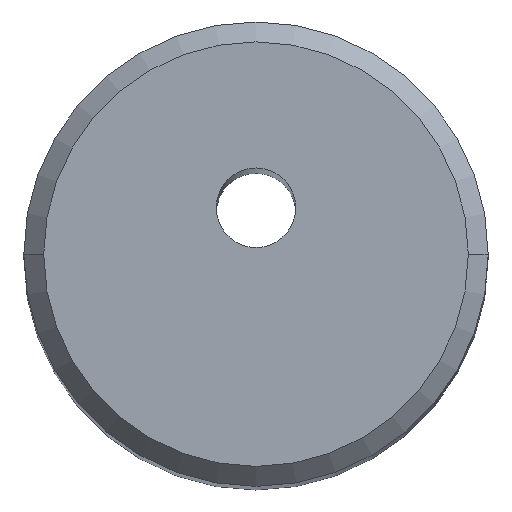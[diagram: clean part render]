
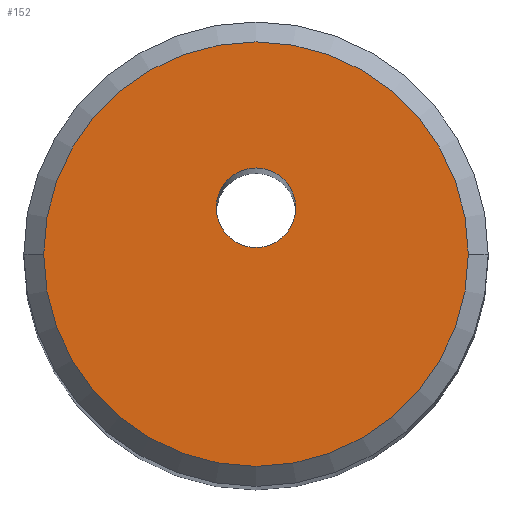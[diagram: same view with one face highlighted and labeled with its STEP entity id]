
A CAD part, top view. The second image highlights one B-rep face of the part: STEP entity #152.
In plain terms, the highlighted planar face has unit normal (0, 0, 1).
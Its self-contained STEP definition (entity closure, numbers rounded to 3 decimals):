
#152=ADVANCED_FACE('NONE',(#401,#402),#403,.F.);
#154=EDGE_CURVE('NONE',#212,#230,#405,.T.);
#212=VERTEX_POINT('NONE',#468);
#230=VERTEX_POINT('NONE',#487);
#274=EDGE_CURVE('NONE',#344,#292,#533,.T.);
#292=VERTEX_POINT('NONE',#554);
#338=EDGE_CURVE('NONE',#230,#212,#607,.T.);
#344=VERTEX_POINT('NONE',#614);
#362=EDGE_CURVE('NONE',#292,#344,#633,.T.);
#401=FACE_OUTER_BOUND('',#670,.T.);
#402=FACE_BOUND('',#671,.T.);
#403=PLANE('',#672);
#405=CIRCLE('',#675,0.6);
#468=CARTESIAN_POINT('',(-0.6,0.7,0.0));
#487=CARTESIAN_POINT('',(0.6,0.7,0.0));
#533=CIRCLE('',#933,3.2);
#554=CARTESIAN_POINT('',(-3.2,0.,0.0));
#607=CIRCLE('',#1074,0.6);
#614=CARTESIAN_POINT('',(3.2,0.,0.0));
#633=CIRCLE('',#1133,3.2);
#670=EDGE_LOOP('',(#1170,#1171));
#671=EDGE_LOOP('',(#1172,#1173));
#672=AXIS2_PLACEMENT_3D('',#1174,#1175,#1176);
#675=AXIS2_PLACEMENT_3D('',#1177,#1178,#1179);
#933=AXIS2_PLACEMENT_3D('',#1287,#1288,#1289);
#1074=AXIS2_PLACEMENT_3D('',#1392,#1393,#1394);
#1133=AXIS2_PLACEMENT_3D('',#1417,#1418,#1419);
#1170=ORIENTED_EDGE('',*,*,#362,.T.);
#1171=ORIENTED_EDGE('',*,*,#274,.T.);
#1172=ORIENTED_EDGE('',*,*,#338,.F.);
#1173=ORIENTED_EDGE('',*,*,#154,.F.);
#1174=CARTESIAN_POINT('',(0.0,0.0,0.0));
#1175=DIRECTION('',(0.0,0.0,-1.0));
#1176=DIRECTION('',(-1.0,0.0,0.0));
#1177=CARTESIAN_POINT('',(0.,0.7,0.0));
#1178=DIRECTION('',(0.0,0.0,1.0));
#1179=DIRECTION('',(1.0,0.,-0.0));
#1287=CARTESIAN_POINT('',(0.0,0.0,0.0));
#1288=DIRECTION('',(0.0,0.0,1.0));
#1289=DIRECTION('',(-1.0,0.,0.0));
#1392=CARTESIAN_POINT('',(0.,0.7,0.0));
#1393=DIRECTION('',(0.0,0.0,1.0));
#1394=DIRECTION('',(1.0,0.,-0.0));
#1417=CARTESIAN_POINT('',(0.0,0.0,0.0));
#1418=DIRECTION('',(0.0,0.0,1.0));
#1419=DIRECTION('',(-1.0,0.,0.0));
